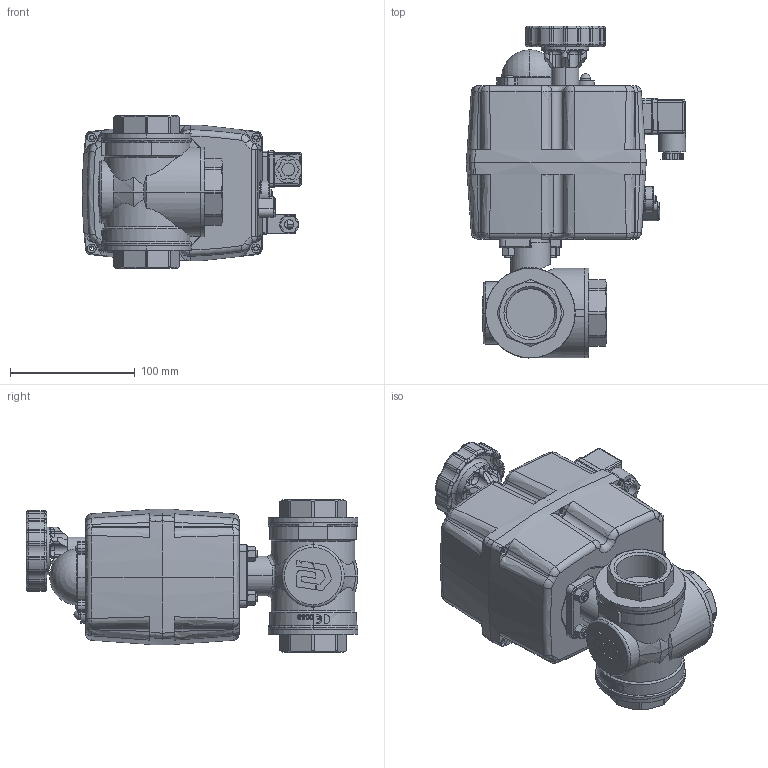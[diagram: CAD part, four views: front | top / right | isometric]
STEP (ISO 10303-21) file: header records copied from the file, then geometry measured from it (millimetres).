
FILE_DESCRIPTION (( 'STEP AP214' ), '1' );
FILE_NAME ('EK08000006_DN32.STEP', '2022-05-18T06:27:42', ( '' ), ( '' ), 'SwSTEP 2.0', 'SolidWorks 2021', '' );
FILE_SCHEMA (( 'AUTOMOTIVE_DESIGN' ));
Length unit declared in the file: metre
Products named in the file (1): EK08000006_DN32
Bounding box: 176.14 x 266.5 x 122.5 mm (x, y, z)
Surface area: 169735.6 mm2 (no closed solid volume)
Topology: 0 solids, 64 shells, 1498 faces, 5140 edges, 3575 vertices
Faces by surface type: cylinder 499, plane 462, torus 290, cone 117, bspline 116, sphere 14
Entity records: 97136 total; most frequent: CARTESIAN_POINT 39175, DIRECTION 8579, ORIENTED_EDGE 8256, EDGE_CURVE 5098, VERTEX_POINT 3574, AXIS2_PLACEMENT_3D 3381, CIRCLE 1998, LINE 1817
